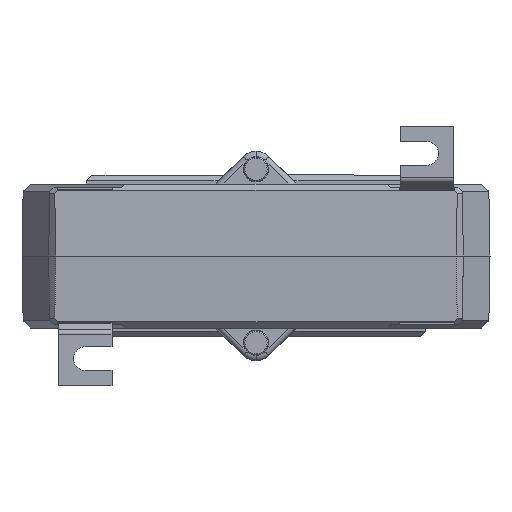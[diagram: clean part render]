
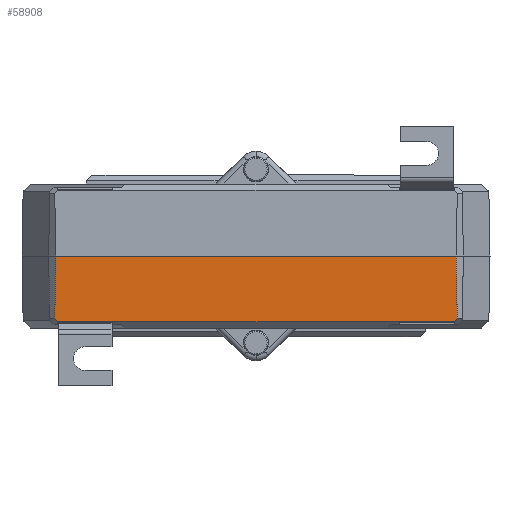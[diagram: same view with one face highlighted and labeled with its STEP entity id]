
A CAD part, front view. The second image highlights one B-rep face of the part: STEP entity #58908.
In plain terms, the highlighted face is planar.
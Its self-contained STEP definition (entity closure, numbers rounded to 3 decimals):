
#9091 = DIRECTION ( 'NONE',  ( 0., -0.017, -1. ) ) ;
#9094 = LINE ( 'NONE', #9175, #9170 ) ;
#9119 = CARTESIAN_POINT ( 'NONE',  ( 55.95, -65.15, 20.058 ) ) ;
#9124 = CARTESIAN_POINT ( 'NONE',  ( 57.6, -65.5, 0. ) ) ;
#9125 = PLANE ( 'NONE',  #9137 ) ;
#9129 = CARTESIAN_POINT ( 'NONE',  ( 55.905, -65.195, 17.5 ) ) ;
#9137 = AXIS2_PLACEMENT_3D ( 'NONE', #9124, #9166, #9091 ) ;
#9140 = LINE ( 'NONE', #9119, #9178 ) ;
#9142 = DIRECTION ( 'NONE',  ( 0.017, -0.017, -1. ) ) ;
#9143 = VECTOR ( 'NONE', #9142, 1000. ) ;
#9144 = CARTESIAN_POINT ( 'NONE',  ( -55.949, -65.151, 19.988 ) ) ;
#9145 = LINE ( 'NONE', #9144, #9143 ) ;
#9166 = DIRECTION ( 'NONE',  ( 0., -1., 0.017 ) ) ;
#9168 = FACE_OUTER_BOUND ( 'NONE', #58839, .T. ) ;
#9170 = VECTOR ( 'NONE', #9174, 1000. ) ;
#9174 = DIRECTION ( 'NONE',  ( -0.813, 0.01, 0.582 ) ) ;
#9175 = CARTESIAN_POINT ( 'NONE',  ( 47.527, -65.09, 23.499 ) ) ;
#9177 = DIRECTION ( 'NONE',  ( 0.017, 0.017, 1. ) ) ;
#9178 = VECTOR ( 'NONE', #9177, 1000. ) ;
#47093 = VECTOR ( 'NONE', #47104, 1000. ) ;
#47104 = DIRECTION ( 'NONE',  ( -0.813, -0.01, -0.582 ) ) ;
#47710 = CARTESIAN_POINT ( 'NONE',  ( 55.6, -65.5, 0. ) ) ;
#47772 = CARTESIAN_POINT ( 'NONE',  ( -55.6, -65.5, 0. ) ) ;
#47893 = CARTESIAN_POINT ( 'NONE',  ( 57.6, -65.5, 0. ) ) ;
#47894 = LINE ( 'NONE', #47893, #47923 ) ;
#47922 = DIRECTION ( 'NONE',  ( 1., 0., 0. ) ) ;
#47923 = VECTOR ( 'NONE', #47922, 1000. ) ;
#48128 = DIRECTION ( 'NONE',  ( -1., 0., 0. ) ) ;
#48129 = VECTOR ( 'NONE', #48128, 1000. ) ;
#48130 = CARTESIAN_POINT ( 'NONE',  ( -47.5, -65.18, 18.32 ) ) ;
#48131 = LINE ( 'NONE', #48130, #48129 ) ;
#48144 = CARTESIAN_POINT ( 'NONE',  ( 54.76, -65.18, 18.32 ) ) ;
#48159 = CARTESIAN_POINT ( 'NONE',  ( -54.76, -65.18, 18.32 ) ) ;
#48198 = CARTESIAN_POINT ( 'NONE',  ( -55.905, -65.195, 17.5 ) ) ;
#48307 = LINE ( 'NONE', #48312, #47093 ) ;
#48312 = CARTESIAN_POINT ( 'NONE',  ( -47.527, -65.09, 23.499 ) ) ;
#58837 = ORIENTED_EDGE ( 'NONE', *, *, #58903, .T. ) ;
#58839 = EDGE_LOOP ( 'NONE', ( #58837, #58887, #58909, #58891, #58893, #58910 ) ) ;
#58887 = ORIENTED_EDGE ( 'NONE', *, *, #58906, .T. ) ;
#58890 = EDGE_CURVE ( 'NONE', #69750, #69515, #9145, .T. ) ;
#58891 = ORIENTED_EDGE ( 'NONE', *, *, #69821, .T. ) ;
#58893 = ORIENTED_EDGE ( 'NONE', *, *, #58890, .T. ) ;
#58903 = EDGE_CURVE ( 'NONE', #69470, #58913, #9140, .T. ) ;
#58906 = EDGE_CURVE ( 'NONE', #58913, #69704, #9094, .T. ) ;
#58908 = ADVANCED_FACE ( 'NONE', ( #9168 ), #9125, .T. ) ;
#58909 = ORIENTED_EDGE ( 'NONE', *, *, #69713, .T. ) ;
#58910 = ORIENTED_EDGE ( 'NONE', *, *, #69589, .T. ) ;
#58913 = VERTEX_POINT ( 'NONE', #9129 ) ;
#69470 = VERTEX_POINT ( 'NONE', #47710 ) ;
#69515 = VERTEX_POINT ( 'NONE', #47772 ) ;
#69589 = EDGE_CURVE ( 'NONE', #69515, #69470, #47894, .T. ) ;
#69704 = VERTEX_POINT ( 'NONE', #48144 ) ;
#69713 = EDGE_CURVE ( 'NONE', #69704, #69731, #48131, .T. ) ;
#69731 = VERTEX_POINT ( 'NONE', #48159 ) ;
#69750 = VERTEX_POINT ( 'NONE', #48198 ) ;
#69821 = EDGE_CURVE ( 'NONE', #69731, #69750, #48307, .T. ) ;
